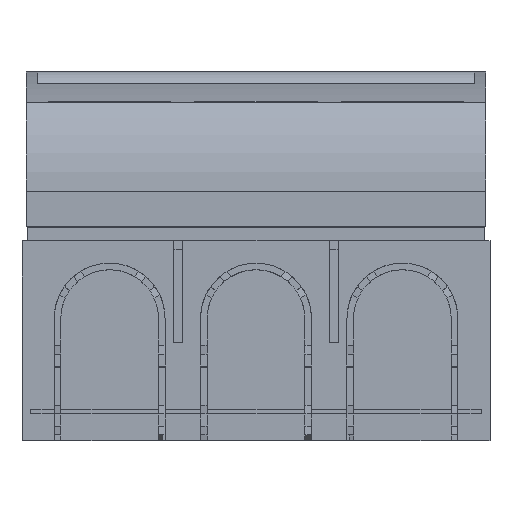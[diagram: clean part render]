
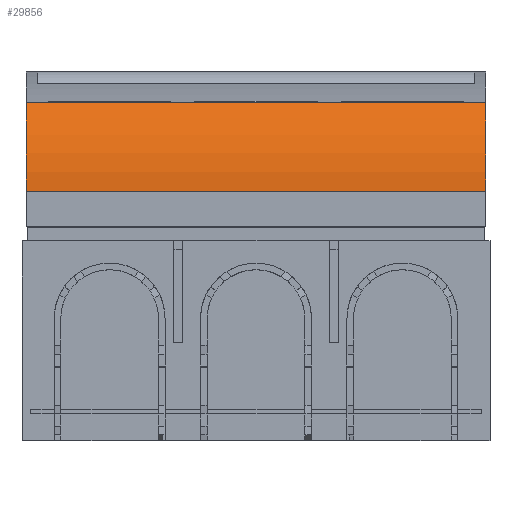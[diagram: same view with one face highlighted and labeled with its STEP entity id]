
A CAD part, front view. The second image highlights one B-rep face of the part: STEP entity #29856.
In plain terms, the highlighted cylindrical face has radius 30 mm (diameter 60 mm), a partial arc.
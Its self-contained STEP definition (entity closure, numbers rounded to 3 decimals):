
#29829=AXIS2_PLACEMENT_3D('Cylinder Axis2P3D',#29826,#29827,#29828) ;
#29842=AXIS2_PLACEMENT_3D('Circle Axis2P3D',#29840,#29841,$) ;
#29847=AXIS2_PLACEMENT_3D('Circle Axis2P3D',#29845,#29846,$) ;
#29718=CARTESIAN_POINT('Vertex',(26.639,51.75,79.7)) ;
#29721=CARTESIAN_POINT('Line Origine',(26.639,0.,79.7)) ;
#29725=CARTESIAN_POINT('Vertex',(26.639,-51.75,79.7)) ;
#29826=CARTESIAN_POINT('Axis2P3D Location',(49.,0.,59.7)) ;
#29831=CARTESIAN_POINT('Line Origine',(19.,0.,59.7)) ;
#29835=CARTESIAN_POINT('Vertex',(19.,-51.75,59.7)) ;
#29837=CARTESIAN_POINT('Vertex',(19.,51.75,59.7)) ;
#29840=CARTESIAN_POINT('Axis2P3D Location',(49.,-51.75,59.7)) ;
#29845=CARTESIAN_POINT('Axis2P3D Location',(49.,51.75,59.7)) ;
#29722=DIRECTION('Vector Direction',(0.,1.,0.)) ;
#29827=DIRECTION('Axis2P3D Direction',(0.,1.,-0.)) ;
#29828=DIRECTION('Axis2P3D XDirection',(-1.,0.,0.)) ;
#29832=DIRECTION('Vector Direction',(0.,1.,0.)) ;
#29841=DIRECTION('Axis2P3D Direction',(0.,1.,-0.)) ;
#29846=DIRECTION('Axis2P3D Direction',(0.,1.,-0.)) ;
#29723=VECTOR('Line Direction',#29722,1.) ;
#29833=VECTOR('Line Direction',#29832,1.) ;
#29851=ORIENTED_EDGE('',*,*,#29839,.F.) ;
#29852=ORIENTED_EDGE('',*,*,#29844,.T.) ;
#29853=ORIENTED_EDGE('',*,*,#29727,.T.) ;
#29854=ORIENTED_EDGE('',*,*,#29849,.F.) ;
#29856=ADVANCED_FACE('Hauptkoerper nicht benutzen',(#29855),#29830,.T.) ;
#29843=CIRCLE('generated circle',#29842,30.) ;
#29848=CIRCLE('generated circle',#29847,30.) ;
#29830=CYLINDRICAL_SURFACE('generated cylinder',#29829,30.) ;
#29727=EDGE_CURVE('',#29726,#29719,#29724,.T.) ;
#29839=EDGE_CURVE('',#29836,#29838,#29834,.T.) ;
#29844=EDGE_CURVE('',#29836,#29726,#29843,.T.) ;
#29849=EDGE_CURVE('',#29838,#29719,#29848,.T.) ;
#29850=EDGE_LOOP('',(#29851,#29852,#29853,#29854)) ;
#29855=FACE_OUTER_BOUND('',#29850,.T.) ;
#29724=LINE('Line',#29721,#29723) ;
#29834=LINE('Line',#29831,#29833) ;
#29719=VERTEX_POINT('',#29718) ;
#29726=VERTEX_POINT('',#29725) ;
#29836=VERTEX_POINT('',#29835) ;
#29838=VERTEX_POINT('',#29837) ;
